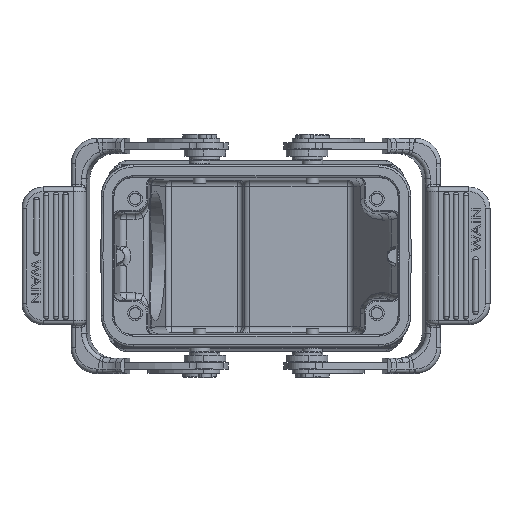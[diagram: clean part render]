
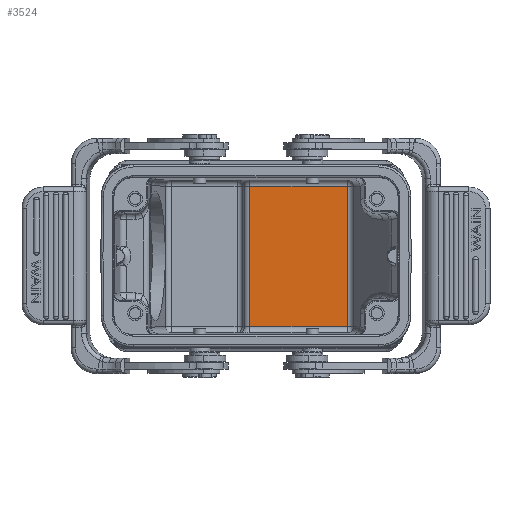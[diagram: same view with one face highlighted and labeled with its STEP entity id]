
A CAD part, top view. The second image highlights one B-rep face of the part: STEP entity #3524.
In plain terms, the highlighted planar face has unit normal (0, 0, 1).
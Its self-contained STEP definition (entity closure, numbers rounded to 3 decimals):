
#861=PLANE('',#33224);
#3524=ADVANCED_FACE('',(#5824),#861,.F.);
#5824=FACE_OUTER_BOUND('',#7649,.T.);
#7649=EDGE_LOOP('',(#13474,#13475,#13476,#13477));
#13474=ORIENTED_EDGE('',*,*,#24584,.T.);
#13475=ORIENTED_EDGE('',*,*,#24585,.T.);
#13476=ORIENTED_EDGE('',*,*,#24577,.T.);
#13477=ORIENTED_EDGE('',*,*,#24582,.T.);
#20836=VERTEX_POINT('',#48826);
#20944=VERTEX_POINT('',#49989);
#20947=VERTEX_POINT('',#50007);
#20948=VERTEX_POINT('',#50012);
#24577=EDGE_CURVE('',#20836,#20944,#28410,.T.);
#24582=EDGE_CURVE('',#20944,#20947,#28411,.T.);
#24584=EDGE_CURVE('',#20947,#20948,#28413,.T.);
#24585=EDGE_CURVE('',#20948,#20836,#28414,.T.);
#28410=LINE('',#49988,#30718);
#28411=LINE('',#50008,#30719);
#28413=LINE('',#50011,#30721);
#28414=LINE('',#50013,#30722);
#30718=VECTOR('',#38014,1.);
#30719=VECTOR('',#38023,1.);
#30721=VECTOR('',#38027,1.);
#30722=VECTOR('',#38028,1.);
#33224=AXIS2_PLACEMENT_3D('',#50014,#38029,#38030);
#38014=DIRECTION('',(0.,-1.,0.));
#38023=DIRECTION('',(1.,0.,0.));
#38027=DIRECTION('',(0.,1.,0.));
#38028=DIRECTION('',(-1.,0.,0.));
#38029=DIRECTION('',(0.,0.,-1.));
#38030=DIRECTION('',(-1.,0.,0.));
#48826=CARTESIAN_POINT('',(-1.494,16.546,-65.));
#49988=CARTESIAN_POINT('',(-1.493,16.546,-65.));
#49989=CARTESIAN_POINT('',(-1.494,-16.546,-65.));
#50007=CARTESIAN_POINT('',(21.573,-16.546,-65.));
#50008=CARTESIAN_POINT('',(-1.493,-16.546,-65.));
#50011=CARTESIAN_POINT('',(21.573,-16.546,-65.));
#50012=CARTESIAN_POINT('',(21.573,16.546,-65.));
#50013=CARTESIAN_POINT('',(21.573,16.546,-65.));
#50014=CARTESIAN_POINT('',(22.724,-18.6,-65.));
